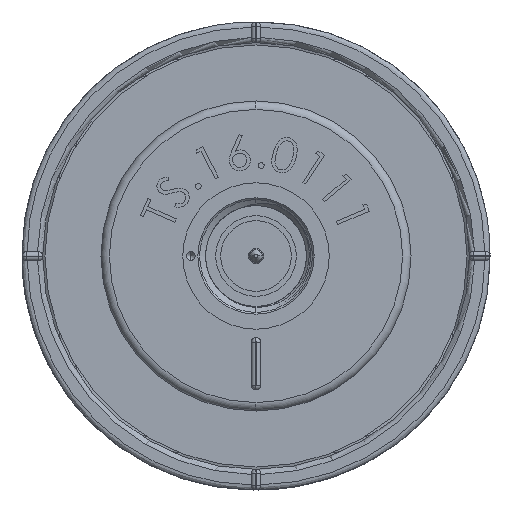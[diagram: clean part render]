
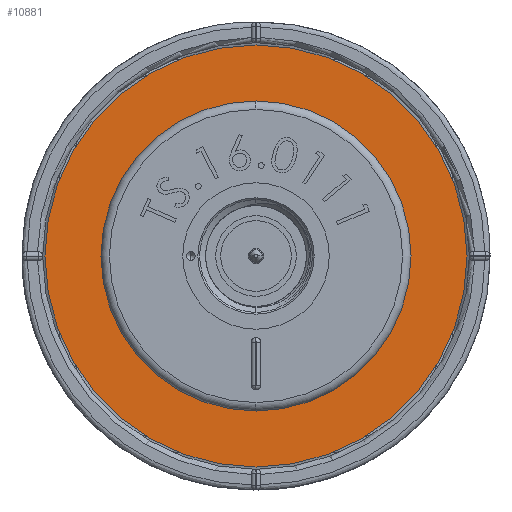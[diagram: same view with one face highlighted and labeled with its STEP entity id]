
A CAD part, front view. The second image highlights one B-rep face of the part: STEP entity #10881.
In plain terms, the highlighted planar face has unit normal (0, -1, 0).
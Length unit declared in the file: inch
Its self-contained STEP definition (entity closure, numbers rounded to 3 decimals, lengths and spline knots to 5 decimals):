
#366 = CARTESIAN_POINT ( 'NONE',  ( 0., -0.34134, 0. ) ) ;
#648 = CIRCLE ( 'NONE', #11956, 0.35433 ) ;
#1001 = VERTEX_POINT ( 'NONE', #8883 ) ;
#1477 = PLANE ( 'NONE',  #7345 ) ;
#1712 = ORIENTED_EDGE ( 'NONE', *, *, #6437, .T. ) ;
#1859 = VERTEX_POINT ( 'NONE', #8855 ) ;
#2274 = CIRCLE ( 'NONE', #7500, 0.35433 ) ;
#2727 = DIRECTION ( 'NONE',  ( 0., 1., 0. ) ) ;
#2838 = CARTESIAN_POINT ( 'NONE',  ( 0., -0.34134, 0. ) ) ;
#2933 = AXIS2_PLACEMENT_3D ( 'NONE', #7908, #2727, #5710 ) ;
#3335 = CIRCLE ( 'NONE', #2933, 0.48228 ) ;
#3700 = DIRECTION ( 'NONE',  ( 0., 0., 1. ) ) ;
#3729 = CARTESIAN_POINT ( 'NONE',  ( 0., -0.34134, 0. ) ) ;
#4290 = EDGE_CURVE ( 'NONE', #1001, #6712, #12285, .T. ) ;
#4548 = FACE_OUTER_BOUND ( 'NONE', #9112, .T. ) ;
#4738 = CARTESIAN_POINT ( 'NONE',  ( 0., -0.34134, 0. ) ) ;
#5169 = ORIENTED_EDGE ( 'NONE', *, *, #5359, .F. ) ;
#5359 = EDGE_CURVE ( 'NONE', #6712, #1001, #3335, .T. ) ;
#5545 = DIRECTION ( 'NONE',  ( 0., 1., 0. ) ) ;
#5627 = ORIENTED_EDGE ( 'NONE', *, *, #4290, .F. ) ;
#5710 = DIRECTION ( 'NONE',  ( 0., 0., 1. ) ) ;
#5962 = DIRECTION ( 'NONE',  ( 0., 0., 1. ) ) ;
#6437 = EDGE_CURVE ( 'NONE', #1859, #6940, #2274, .T. ) ;
#6712 = VERTEX_POINT ( 'NONE', #8688 ) ;
#6940 = VERTEX_POINT ( 'NONE', #11563 ) ;
#7081 = EDGE_CURVE ( 'NONE', #6940, #1859, #648, .T. ) ;
#7345 = AXIS2_PLACEMENT_3D ( 'NONE', #3729, #10893, #12994 ) ;
#7500 = AXIS2_PLACEMENT_3D ( 'NONE', #2838, #11149, #5962 ) ;
#7908 = CARTESIAN_POINT ( 'NONE',  ( 0., -0.34134, 0. ) ) ;
#8688 = CARTESIAN_POINT ( 'NONE',  ( 0., -0.34134, -0.48228 ) ) ;
#8773 = DIRECTION ( 'NONE',  ( 0., 0., 1. ) ) ;
#8855 = CARTESIAN_POINT ( 'NONE',  ( 0., -0.34134, -0.35433 ) ) ;
#8883 = CARTESIAN_POINT ( 'NONE',  ( 0., -0.34134, 0.48228 ) ) ;
#8907 = DIRECTION ( 'NONE',  ( 0., 1., 0. ) ) ;
#9112 = EDGE_LOOP ( 'NONE', ( #5169, #5627 ) ) ;
#9271 = ORIENTED_EDGE ( 'NONE', *, *, #7081, .T. ) ;
#10863 = EDGE_LOOP ( 'NONE', ( #1712, #9271 ) ) ;
#10881 = ADVANCED_FACE ( 'NONE', ( #4548, #13130 ), #1477, .F. ) ;
#10893 = DIRECTION ( 'NONE',  ( 0., 1., 0. ) ) ;
#11149 = DIRECTION ( 'NONE',  ( 0., 1., 0. ) ) ;
#11563 = CARTESIAN_POINT ( 'NONE',  ( 0., -0.34134, 0.35433 ) ) ;
#11956 = AXIS2_PLACEMENT_3D ( 'NONE', #4738, #8907, #8773 ) ;
#12065 = AXIS2_PLACEMENT_3D ( 'NONE', #366, #5545, #3700 ) ;
#12285 = CIRCLE ( 'NONE', #12065, 0.48228 ) ;
#12994 = DIRECTION ( 'NONE',  ( 0., 0., 1. ) ) ;
#13130 = FACE_BOUND ( 'NONE', #10863, .T. ) ;
